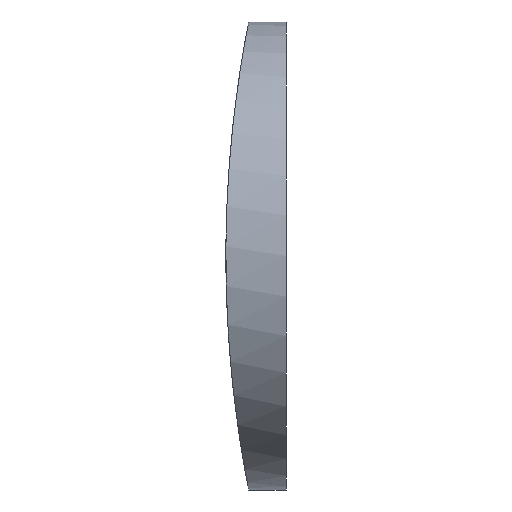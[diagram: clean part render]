
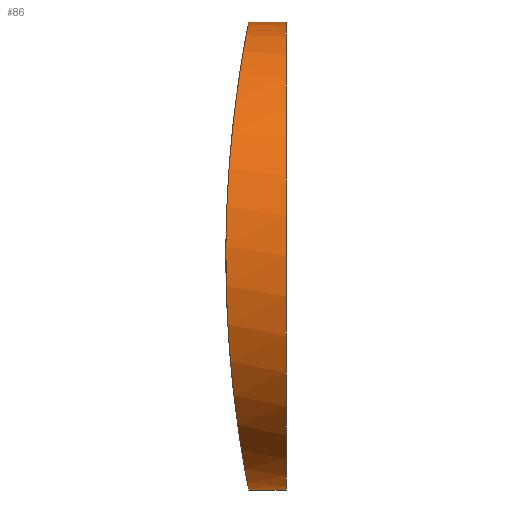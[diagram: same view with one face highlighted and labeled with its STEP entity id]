
A CAD part, front view. The second image highlights one B-rep face of the part: STEP entity #86.
In plain terms, the highlighted cylindrical face has radius 12.5 mm (diameter 25 mm), a partial arc.
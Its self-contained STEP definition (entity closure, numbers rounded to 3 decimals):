
#1 = CARTESIAN_POINT ( 'NONE',  ( -59.024, 12.5, 12.5 ) ) ;
#2 = CARTESIAN_POINT ( 'NONE',  ( -59.262, 6.954, 11.232 ) ) ;
#8 = CARTESIAN_POINT ( 'NONE',  ( -60.038, 1.115, 5.176 ) ) ;
#9 = CARTESIAN_POINT ( 'NONE',  ( -59.944, 1.652, -6.263 ) ) ;
#12 = CIRCLE ( 'NONE', #94, 12.5 ) ;
#13 = EDGE_CURVE ( 'NONE', #32, #105, #12, .T. ) ;
#14 = CARTESIAN_POINT ( 'NONE',  ( -59.265, 6.956, -11.211 ) ) ;
#18 = CARTESIAN_POINT ( 'NONE',  ( -59.44, 5.219, 10.169 ) ) ;
#21 = ORIENTED_EDGE ( 'NONE', *, *, #157, .F. ) ;
#23 = CARTESIAN_POINT ( 'NONE',  ( -60.229, 0.081, 1.646 ) ) ;
#27 = CARTESIAN_POINT ( 'NONE',  ( -59.795, 2.573, 7.64 ) ) ;
#30 = CARTESIAN_POINT ( 'NONE',  ( -60.165, 0.419, -3.236 ) ) ;
#32 = VERTEX_POINT ( 'NONE', #211 ) ;
#34 = DIRECTION ( 'NONE',  ( 1., 0., 0. ) ) ;
#39 = CARTESIAN_POINT ( 'NONE',  ( -60.229, 0.081, -1.64 ) ) ;
#42 = CARTESIAN_POINT ( 'NONE',  ( -60.011, 1.268, -5.546 ) ) ;
#45 = CARTESIAN_POINT ( 'NONE',  ( -59.024, 12.5, -12.5 ) ) ;
#46 = CARTESIAN_POINT ( 'NONE',  ( -59.479, 4.86, -9.928 ) ) ;
#47 = AXIS2_PLACEMENT_3D ( 'NONE', #92, #131, #110 ) ;
#53 = CARTESIAN_POINT ( 'NONE',  ( -59.176, 8.088, 11.703 ) ) ;
#55 = EDGE_CURVE ( 'NONE', #154, #105, #199, .T. ) ;
#62 = CARTESIAN_POINT ( 'NONE',  ( -59.717, 3.097, -8.246 ) ) ;
#65 = CARTESIAN_POINT ( 'NONE',  ( -59.087, 9.643, -12.176 ) ) ;
#69 = CARTESIAN_POINT ( 'NONE',  ( -59.558, 4.233, -9.411 ) ) ;
#70 = EDGE_LOOP ( 'NONE', ( #21, #132, #79, #159 ) ) ;
#71 = VECTOR ( 'NONE', #91, 1000. ) ;
#76 = CARTESIAN_POINT ( 'NONE',  ( -69.725, 12.5, 12.5 ) ) ;
#78 = CARTESIAN_POINT ( 'NONE',  ( -60.094, 0.803, 4.425 ) ) ;
#79 = ORIENTED_EDGE ( 'NONE', *, *, #55, .T. ) ;
#80 = CARTESIAN_POINT ( 'NONE',  ( -57.025, 12.5, 0. ) ) ;
#81 = CARTESIAN_POINT ( 'NONE',  ( -59.04, 10.855, -12.419 ) ) ;
#83 = CARTESIAN_POINT ( 'NONE',  ( -59.024, 12.5, -12.5 ) ) ;
#86 = ADVANCED_FACE ( 'NONE', ( #162 ), #107, .T. ) ;
#89 = CARTESIAN_POINT ( 'NONE',  ( -59.329, 6.237, 10.848 ) ) ;
#91 = DIRECTION ( 'NONE',  ( 1., 0., 0. ) ) ;
#92 = CARTESIAN_POINT ( 'NONE',  ( -69.725, 12.5, 0. ) ) ;
#94 = AXIS2_PLACEMENT_3D ( 'NONE', #80, #34, #103 ) ;
#99 = CARTESIAN_POINT ( 'NONE',  ( -59.941, 1.675, 6.263 ) ) ;
#102 = CARTESIAN_POINT ( 'NONE',  ( -59.106, 9.241, -12.075 ) ) ;
#103 = DIRECTION ( 'NONE',  ( 0., 0., -1. ) ) ;
#105 = VERTEX_POINT ( 'NONE', #167 ) ;
#107 = CYLINDRICAL_SURFACE ( 'NONE', #47, 12.5 ) ;
#110 = DIRECTION ( 'NONE',  ( 0., 0., -1. ) ) ;
#112 = CARTESIAN_POINT ( 'NONE',  ( -59.716, 3.089, 8.267 ) ) ;
#115 = CARTESIAN_POINT ( 'NONE',  ( -60.245, 0., 0.828 ) ) ;
#116 = CARTESIAN_POINT ( 'NONE',  ( -59.024, 12.5, 12.5 ) ) ;
#118 = CARTESIAN_POINT ( 'NONE',  ( -59.796, 2.576, -7.612 ) ) ;
#119 = CARTESIAN_POINT ( 'NONE',  ( -59.332, 6.237, -10.826 ) ) ;
#121 = B_SPLINE_CURVE_WITH_KNOTS ( 'NONE', 3,
 ( #116, #136, #158, #191, #193, #184, #53, #2, #89, #18, #150, #166, #168, #112, #27, #220, #99, #224, #8, #78, #190, #208, #156, #23, #115, #180, #39, #221, #30, #137, #197, #42, #9, #135, #118, #62, #174, #69, #46, #161, #119, #14, #229, #210, #227, #102, #65, #81, #194, #45 ),
 .UNSPECIFIED., .F., .F.,
 ( 4, 2, 2, 2, 2, 2, 2, 2, 2, 2, 2, 2, 2, 2, 2, 2, 2, 2, 2, 2, 2, 2, 2, 2, 4 ),
 ( 0.02, 0.022, 0.023, 0.024, 0.027, 0.028, 0.029, 0.032, 0.033, 0.034, 0.035, 0.037, 0.039, 0.042, 0.043, 0.044, 0.046, 0.048, 0.049, 0.051, 0.053, 0.054, 0.055, 0.056, 0.059 ),
 .UNSPECIFIED. ) ;
#123 = LINE ( 'NONE', #76, #218 ) ;
#131 = DIRECTION ( 'NONE',  ( 1., 0., 0. ) ) ;
#132 = ORIENTED_EDGE ( 'NONE', *, *, #134, .T. ) ;
#134 = EDGE_CURVE ( 'NONE', #153, #154, #121, .T. ) ;
#135 = CARTESIAN_POINT ( 'NONE',  ( -59.834, 2.331, -7.281 ) ) ;
#136 = CARTESIAN_POINT ( 'NONE',  ( -59.024, 11.673, 12.5 ) ) ;
#137 = CARTESIAN_POINT ( 'NONE',  ( -60.121, 0.658, -4.022 ) ) ;
#150 = CARTESIAN_POINT ( 'NONE',  ( -59.479, 4.888, 9.924 ) ) ;
#153 = VERTEX_POINT ( 'NONE', #1 ) ;
#154 = VERTEX_POINT ( 'NONE', #83 ) ;
#155 = CARTESIAN_POINT ( 'NONE',  ( -69.725, 12.5, -12.5 ) ) ;
#156 = CARTESIAN_POINT ( 'NONE',  ( -60.183, 0.324, 2.858 ) ) ;
#157 = EDGE_CURVE ( 'NONE', #153, #32, #123, .T. ) ;
#158 = CARTESIAN_POINT ( 'NONE',  ( -59.04, 10.859, 12.419 ) ) ;
#159 = ORIENTED_EDGE ( 'NONE', *, *, #13, .F. ) ;
#161 = CARTESIAN_POINT ( 'NONE',  ( -59.367, 5.884, -10.613 ) ) ;
#162 = FACE_OUTER_BOUND ( 'NONE', #70, .T. ) ;
#166 = CARTESIAN_POINT ( 'NONE',  ( -59.557, 4.254, 9.403 ) ) ;
#167 = CARTESIAN_POINT ( 'NONE',  ( -57.025, 12.5, -12.5 ) ) ;
#168 = CARTESIAN_POINT ( 'NONE',  ( -59.597, 3.952, 9.129 ) ) ;
#174 = CARTESIAN_POINT ( 'NONE',  ( -59.677, 3.371, -8.549 ) ) ;
#180 = CARTESIAN_POINT ( 'NONE',  ( -60.245, 0., -0.827 ) ) ;
#184 = CARTESIAN_POINT ( 'NONE',  ( -59.15, 8.478, 11.842 ) ) ;
#190 = CARTESIAN_POINT ( 'NONE',  ( -60.119, 0.664, 4.042 ) ) ;
#191 = CARTESIAN_POINT ( 'NONE',  ( -59.086, 9.66, 12.18 ) ) ;
#193 = CARTESIAN_POINT ( 'NONE',  ( -59.105, 9.264, 12.081 ) ) ;
#194 = CARTESIAN_POINT ( 'NONE',  ( -59.024, 11.673, -12.5 ) ) ;
#196 = DIRECTION ( 'NONE',  ( 1., 0., 0. ) ) ;
#197 = CARTESIAN_POINT ( 'NONE',  ( -60.095, 0.797, -4.412 ) ) ;
#199 = LINE ( 'NONE', #155, #71 ) ;
#208 = CARTESIAN_POINT ( 'NONE',  ( -60.164, 0.425, 3.259 ) ) ;
#210 = CARTESIAN_POINT ( 'NONE',  ( -59.177, 8.075, -11.698 ) ) ;
#211 = CARTESIAN_POINT ( 'NONE',  ( -57.025, 12.5, 12.5 ) ) ;
#218 = VECTOR ( 'NONE', #196, 1000. ) ;
#220 = CARTESIAN_POINT ( 'NONE',  ( -59.906, 1.887, 6.617 ) ) ;
#221 = CARTESIAN_POINT ( 'NONE',  ( -60.184, 0.32, -2.84 ) ) ;
#224 = CARTESIAN_POINT ( 'NONE',  ( -60.007, 1.289, 5.544 ) ) ;
#227 = CARTESIAN_POINT ( 'NONE',  ( -59.151, 8.458, -11.836 ) ) ;
#229 = CARTESIAN_POINT ( 'NONE',  ( -59.234, 7.324, -11.385 ) ) ;
